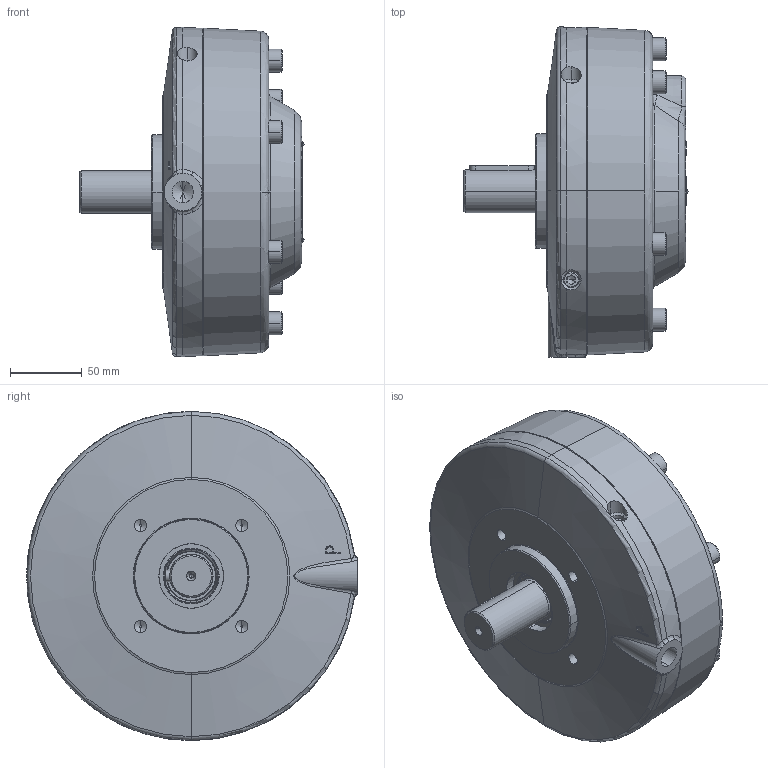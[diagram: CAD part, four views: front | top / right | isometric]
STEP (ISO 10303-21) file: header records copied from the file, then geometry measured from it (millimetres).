
FILE_DESCRIPTION (( 'STEP AP214' ), '1' );
FILE_NAME ('BRK502-BRK702-SRK702.STEP', '2021-03-05T17:32:00', ( '' ), ( '' ), 'SwSTEP 2.0', 'SolidWorks 2020', '' );
FILE_SCHEMA (( 'AUTOMOTIVE_DESIGN' ));
Length unit declared in the file: millimetre
Products named in the file (1): BRK502-BRK702-SRK702
Bounding box: 156.5 x 230.88 x 230 mm (x, y, z)
Volume: 3178416.9 mm3; surface area: 177592.7 mm2
Topology: 1 solids, 28 shells, 1016 faces, 2446 edges, 1523 vertices
Faces by surface type: plane 512, cylinder 168, bspline 164, cone 161, torus 11
Entity records: 37758 total; most frequent: CARTESIAN_POINT 15215, ORIENTED_EDGE 4808, DIRECTION 4344, EDGE_CURVE 2404, VERTEX_POINT 1523, AXIS2_PLACEMENT_3D 1504, LINE 1336, VECTOR 1336
